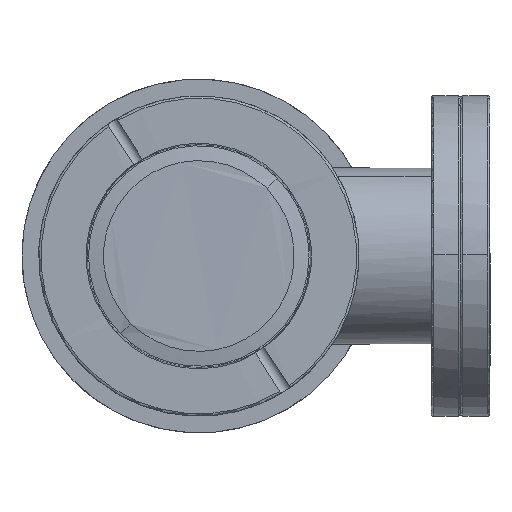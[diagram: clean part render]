
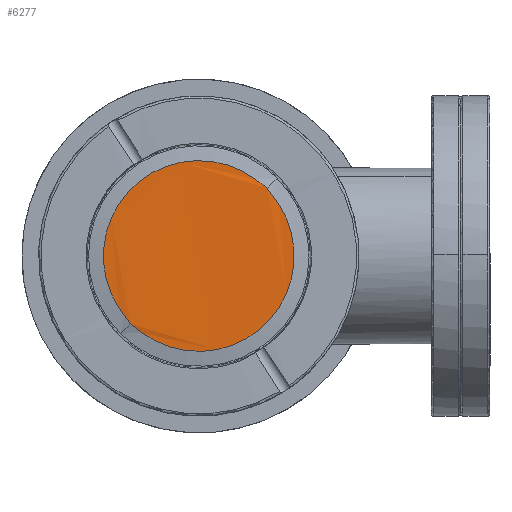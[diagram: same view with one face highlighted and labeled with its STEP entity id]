
A CAD part, front view. The second image highlights one B-rep face of the part: STEP entity #6277.
In plain terms, the highlighted face is planar.
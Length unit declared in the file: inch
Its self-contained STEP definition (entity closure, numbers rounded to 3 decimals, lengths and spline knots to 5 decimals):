
#46 = CARTESIAN_POINT ( 'NONE',  ( 0.19611, 0.85431, 0.1747 ) ) ;
#110 = CARTESIAN_POINT ( 'NONE',  ( 0.22266, 1.41587, 0.76328 ) ) ;
#242 = CARTESIAN_POINT ( 'NONE',  ( 0.49059, -0.15799, 0.79696 ) ) ;
#244 = CARTESIAN_POINT ( 'NONE',  ( 0.55847, 0.57564, 1.72918 ) ) ;
#379 = CARTESIAN_POINT ( 'NONE',  ( 0.51274, -0.16433, 0.90074 ) ) ;
#631 = CARTESIAN_POINT ( 'NONE',  ( 0.51232, 0.83659, 1.7151 ) ) ;
#744 = CARTESIAN_POINT ( 'NONE',  ( 0.25094, 1.44616, 0.973 ) ) ;
#804 = AXIS2_PLACEMENT_3D ( 'NONE', #10656, #10598, #3789 ) ;
#996 = CARTESIAN_POINT ( 'NONE',  ( 0.18715, 1.28039, 0.47819 ) ) ;
#1131 = CARTESIAN_POINT ( 'NONE',  ( 0.50202, -0.16373, 0.84851 ) ) ;
#1192 = CARTESIAN_POINT ( 'NONE',  ( 0.38728, 0.00561, 0.42245 ) ) ;
#1432 = CARTESIAN_POINT ( 'NONE',  ( 0.5866, -0.00555, 1.39341 ) ) ;
#1562 = CARTESIAN_POINT ( 'NONE',  ( 0.28316, 1.43283, 1.07463 ) ) ;
#1918 = VERTEX_POINT ( 'NONE', #744 ) ;
#2008 = CARTESIAN_POINT ( 'NONE',  ( 0.21483, 1.40122, 0.71283 ) ) ;
#2142 = CARTESIAN_POINT ( 'NONE',  ( 0.34696, 0.11461, 0.31308 ) ) ;
#2144 = CARTESIAN_POINT ( 'NONE',  ( 0.57764, 0.42053, 1.6969 ) ) ;
#2198 = CARTESIAN_POINT ( 'NONE',  ( 0.19134, 0.90429, 0.19199 ) ) ;
#2451 = CARTESIAN_POINT ( 'NONE',  ( 0.50135, 0.88692, 1.70219 ) ) ;
#2889 = CARTESIAN_POINT ( 'NONE',  ( 0.20134, 1.36205, 0.61456 ) ) ;
#2969 = B_SPLINE_CURVE_WITH_KNOTS ( 'NONE', 3,
 ( #379, #8183, #8122, #11914, #3327, #7175, #11016, #1432, #6249, #5298, #9139, #12038, #6932, #10764, #2144, #9833, #244, #4090, #9270, #631, #2451, #11147, #4533, #10206, #10322, #8315, #6315, #5362, #5422, #5592, #3390, #1562, #11327, #12174 ),
 .UNSPECIFIED., .F., .F.,
 ( 4, 2, 2, 2, 2, 2, 2, 2, 2, 2, 2, 2, 2, 2, 2, 2, 4 ),
 ( 0.5, 0.53125, 0.5625, 0.59375, 0.625, 0.65625, 0.6875, 0.71875, 0.75, 0.78125, 0.8125, 0.84375, 0.875, 0.90625, 0.9375, 0.96875, 1. ),
 .UNSPECIFIED. ) ;
#3013 = CARTESIAN_POINT ( 'NONE',  ( 0.30817, 0.24369, 0.22764 ) ) ;
#3078 = CARTESIAN_POINT ( 'NONE',  ( 0.18023, 1.13388, 0.32463 ) ) ;
#3327 = CARTESIAN_POINT ( 'NONE',  ( 0.55892, -0.12638, 1.15877 ) ) ;
#3390 = CARTESIAN_POINT ( 'NONE',  ( 0.30742, 1.41111, 1.1762 ) ) ;
#3789 = DIRECTION ( 'NONE',  ( -0.164, 0.987, 0. ) ) ;
#3834 = CARTESIAN_POINT ( 'NONE',  ( 0.18205, 1.04703, 0.26276 ) ) ;
#3896 = CARTESIAN_POINT ( 'NONE',  ( 0.46633, -0.13628, 0.69541 ) ) ;
#4090 = CARTESIAN_POINT ( 'NONE',  ( 0.54195, 0.6809, 1.73378 ) ) ;
#4533 = CARTESIAN_POINT ( 'NONE',  ( 0.46558, 1.03114, 1.64396 ) ) ;
#4853 = CARTESIAN_POINT ( 'NONE',  ( 0.37381, 0.03933, 0.38368 ) ) ;
#5041 = CARTESIAN_POINT ( 'NONE',  ( 0.1958, 1.33787, 0.5676 ) ) ;
#5298 = CARTESIAN_POINT ( 'NONE',  ( 0.59311, 0.10082, 1.5122 ) ) ;
#5362 = CARTESIAN_POINT ( 'NONE',  ( 0.35946, 1.3287, 1.36486 ) ) ;
#5422 = CARTESIAN_POINT ( 'NONE',  ( 0.34616, 1.35393, 1.32006 ) ) ;
#5592 = CARTESIAN_POINT ( 'NONE',  ( 0.32003, 1.39533, 1.22531 ) ) ;
#5874 = CARTESIAN_POINT ( 'NONE',  ( 0.21528, 0.6992, 0.14242 ) ) ;
#5938 = CARTESIAN_POINT ( 'NONE',  ( 0.20814, 0.7513, 0.1498 ) ) ;
#6142 = EDGE_CURVE ( 'NONE', #7641, #1918, #2969, .T. ) ;
#6249 = CARTESIAN_POINT ( 'NONE',  ( 0.58963, 0.02724, 1.43508 ) ) ;
#6277 = ADVANCED_FACE ( 'NONE', ( #9790 ), #12447, .T. ) ;
#6315 = CARTESIAN_POINT ( 'NONE',  ( 0.38647, 1.26922, 1.44915 ) ) ;
#6450 = ORIENTED_EDGE ( 'NONE', *, *, #9777, .T. ) ;
#6750 = CARTESIAN_POINT ( 'NONE',  ( 0.27241, 0.38791, 0.16941 ) ) ;
#6869 = CARTESIAN_POINT ( 'NONE',  ( 0.45373, -0.12049, 0.64629 ) ) ;
#6930 = CARTESIAN_POINT ( 'NONE',  ( 0.23181, 0.59394, 0.13782 ) ) ;
#6932 = CARTESIAN_POINT ( 'NONE',  ( 0.58947, 0.27376, 1.63538 ) ) ;
#7175 = CARTESIAN_POINT ( 'NONE',  ( 0.57241, -0.08722, 1.25704 ) ) ;
#7641 = VERTEX_POINT ( 'NONE', #10456 ) ;
#7686 = CARTESIAN_POINT ( 'NONE',  ( 0.26143, 0.43824, 0.1565 ) ) ;
#8122 = CARTESIAN_POINT ( 'NONE',  ( 0.53329, -0.16038, 1.00497 ) ) ;
#8183 = CARTESIAN_POINT ( 'NONE',  ( 0.52347, -0.16493, 0.95297 ) ) ;
#8315 = CARTESIAN_POINT ( 'NONE',  ( 0.39994, 1.23551, 1.48792 ) ) ;
#8414 = EDGE_LOOP ( 'NONE', ( #6450, #12467 ) ) ;
#8693 = CARTESIAN_POINT ( 'NONE',  ( 0.42759, -0.0791, 0.55154 ) ) ;
#8766 = CARTESIAN_POINT ( 'NONE',  ( 0.25029, 1.43976, 0.91862 ) ) ;
#8827 = CARTESIAN_POINT ( 'NONE',  ( 0.24047, 1.43522, 0.86663 ) ) ;
#8891 = CARTESIAN_POINT ( 'NONE',  ( 0.41429, -0.05387, 0.50674 ) ) ;
#9139 = CARTESIAN_POINT ( 'NONE',  ( 0.59352, 0.14096, 1.54697 ) ) ;
#9270 = CARTESIAN_POINT ( 'NONE',  ( 0.53271, 0.73312, 1.73096 ) ) ;
#9712 = CARTESIAN_POINT ( 'NONE',  ( 0.24104, 0.54172, 0.14064 ) ) ;
#9777 = EDGE_CURVE ( 'NONE', #1918, #7641, #9985, .T. ) ;
#9790 = FACE_OUTER_BOUND ( 'NONE', #8414, .T. ) ;
#9831 = CARTESIAN_POINT ( 'NONE',  ( 0.18064, 1.17402, 0.3594 ) ) ;
#9833 = CARTESIAN_POINT ( 'NONE',  ( 0.56562, 0.52353, 1.7218 ) ) ;
#9893 = CARTESIAN_POINT ( 'NONE',  ( 0.26101, 1.43916, 0.97086 ) ) ;
#9985 = B_SPLINE_CURVE_WITH_KNOTS ( 'NONE', 3,
 ( #9893, #8766, #8827, #110, #2008, #2889, #5041, #996, #12493, #9831, #3078, #3834, #11601, #2198, #46, #5938, #5874, #6930, #9712, #7686, #6750, #10704, #3013, #11788, #2142, #4853, #1192, #8891, #8693, #6869, #3896, #242, #1131, #10579 ),
 .UNSPECIFIED., .F., .F.,
 ( 4, 2, 2, 2, 2, 2, 2, 2, 2, 2, 2, 2, 2, 2, 2, 2, 4 ),
 ( 0., 0.03125, 0.0625, 0.09375, 0.125, 0.15625, 0.1875, 0.21875, 0.25, 0.28125, 0.3125, 0.34375, 0.375, 0.40625, 0.4375, 0.46875, 0.5 ),
 .UNSPECIFIED. ) ;
#10206 = CARTESIAN_POINT ( 'NONE',  ( 0.43993, 1.11933, 1.58976 ) ) ;
#10322 = CARTESIAN_POINT ( 'NONE',  ( 0.42679, 1.16023, 1.55852 ) ) ;
#10456 = CARTESIAN_POINT ( 'NONE',  ( 0.50533, -0.17422, 0.90215 ) ) ;
#10579 = CARTESIAN_POINT ( 'NONE',  ( 0.51274, -0.16433, 0.90074 ) ) ;
#10598 = DIRECTION ( 'NONE',  ( -0.967, -0.16, 0.197 ) ) ;
#10656 = CARTESIAN_POINT ( 'NONE',  ( 0.26015, 1.4446, 0.9711 ) ) ;
#10704 = CARTESIAN_POINT ( 'NONE',  ( 0.29588, 0.2902, 0.20513 ) ) ;
#10764 = CARTESIAN_POINT ( 'NONE',  ( 0.58241, 0.37054, 1.67961 ) ) ;
#11016 = CARTESIAN_POINT ( 'NONE',  ( 0.57795, -0.06303, 1.304 ) ) ;
#11147 = CARTESIAN_POINT ( 'NONE',  ( 0.47787, 0.98463, 1.66647 ) ) ;
#11327 = CARTESIAN_POINT ( 'NONE',  ( 0.27173, 1.43856, 1.02311 ) ) ;
#11601 = CARTESIAN_POINT ( 'NONE',  ( 0.18428, 1.00108, 0.23622 ) ) ;
#11788 = CARTESIAN_POINT ( 'NONE',  ( 0.33382, 0.15551, 0.28184 ) ) ;
#11914 = CARTESIAN_POINT ( 'NONE',  ( 0.55109, -0.14103, 1.10832 ) ) ;
#12038 = CARTESIAN_POINT ( 'NONE',  ( 0.5917, 0.22781, 1.60884 ) ) ;
#12174 = CARTESIAN_POINT ( 'NONE',  ( 0.26101, 1.43916, 0.97086 ) ) ;
#12447 = PLANE ( 'NONE',  #804 ) ;
#12467 = ORIENTED_EDGE ( 'NONE', *, *, #6142, .T. ) ;
#12493 = CARTESIAN_POINT ( 'NONE',  ( 0.18412, 1.2476, 0.43652 ) ) ;
